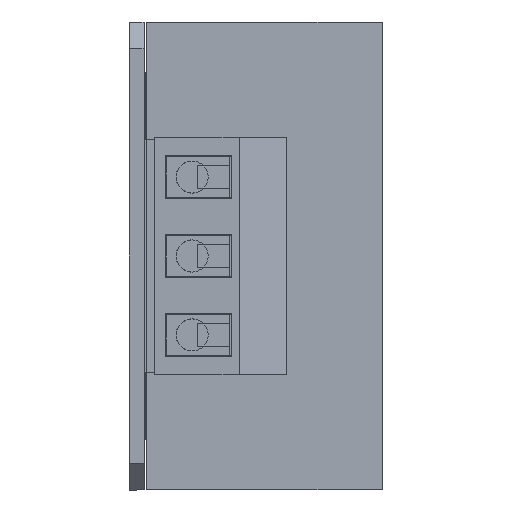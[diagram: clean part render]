
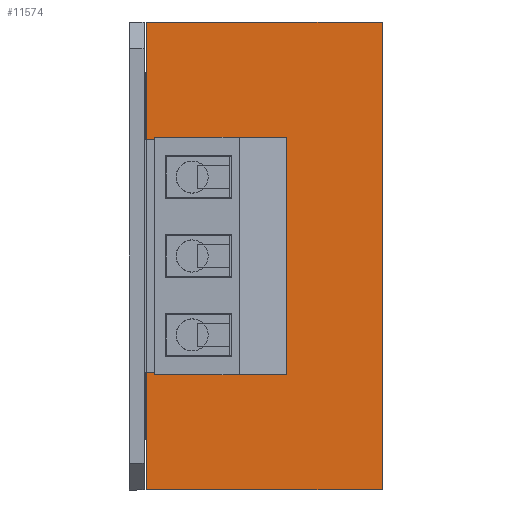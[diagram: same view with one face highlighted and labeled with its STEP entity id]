
A CAD part, left-side view. The second image highlights one B-rep face of the part: STEP entity #11574.
In plain terms, the highlighted planar face has unit normal (-1, 0, 0).
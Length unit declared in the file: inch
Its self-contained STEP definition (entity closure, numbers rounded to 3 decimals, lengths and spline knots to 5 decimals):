
#121 = ORIENTED_EDGE ( 'NONE', *, *, #10897, .F. ) ;
#558 = VERTEX_POINT ( 'NONE', #11456 ) ;
#1149 = DIRECTION ( 'NONE',  ( -1., 0., 0. ) ) ;
#1196 = CIRCLE ( 'NONE', #21716, 0.021 ) ;
#1309 = EDGE_LOOP ( 'NONE', ( #3604, #16651 ) ) ;
#1765 = DIRECTION ( 'NONE',  ( -1., 0., 0. ) ) ;
#2050 = CARTESIAN_POINT ( 'NONE',  ( -1.25, -0.44, -0.875 ) ) ;
#3384 = CARTESIAN_POINT ( 'NONE',  ( -1.25, 0.44, 0.875 ) ) ;
#3604 = ORIENTED_EDGE ( 'NONE', *, *, #9211, .F. ) ;
#3752 = ORIENTED_EDGE ( 'NONE', *, *, #15573, .F. ) ;
#3812 = DIRECTION ( 'NONE',  ( 0., 0., 1. ) ) ;
#4313 = CARTESIAN_POINT ( 'NONE',  ( -1.25, 0.276, 0.27428 ) ) ;
#5163 = FACE_BOUND ( 'NONE', #12032, .T. ) ;
#5622 = EDGE_CURVE ( 'NONE', #12791, #15181, #6905, .T. ) ;
#6004 = DIRECTION ( 'NONE',  ( 0., -1., 0. ) ) ;
#6472 = ORIENTED_EDGE ( 'NONE', *, *, #18791, .F. ) ;
#6528 = FACE_BOUND ( 'NONE', #26748, .T. ) ;
#6568 = EDGE_CURVE ( 'NONE', #15181, #21055, #24812, .T. ) ;
#6905 = LINE ( 'NONE', #23674, #18375 ) ;
#6995 = CARTESIAN_POINT ( 'NONE',  ( -1.25, 0.276, -0.29528 ) ) ;
#7704 = AXIS2_PLACEMENT_3D ( 'NONE', #26333, #13401, #26068 ) ;
#8102 = LINE ( 'NONE', #2050, #14110 ) ;
#8463 = LINE ( 'NONE', #18733, #19384 ) ;
#8644 = DIRECTION ( 'NONE',  ( 0., 0., 1. ) ) ;
#8684 = CARTESIAN_POINT ( 'NONE',  ( -1.25, 0.276, 0. ) ) ;
#8911 = DIRECTION ( 'NONE',  ( -1., 0., 0. ) ) ;
#9205 = VERTEX_POINT ( 'NONE', #21689 ) ;
#9211 = EDGE_CURVE ( 'NONE', #558, #11820, #19506, .T. ) ;
#9269 = EDGE_CURVE ( 'NONE', #16750, #12685, #23041, .T. ) ;
#9879 = DIRECTION ( 'NONE',  ( 0., 0., 1. ) ) ;
#9984 = CARTESIAN_POINT ( 'NONE',  ( -1.25, 0.276, 0.29528 ) ) ;
#9997 = AXIS2_PLACEMENT_3D ( 'NONE', #6995, #8911, #8644 ) ;
#10383 = DIRECTION ( 'NONE',  ( 0., 0., 1. ) ) ;
#10410 = DIRECTION ( 'NONE',  ( 0., -1., 0. ) ) ;
#10738 = CARTESIAN_POINT ( 'NONE',  ( -1.25, 0.276, -0.27428 ) ) ;
#10897 = EDGE_CURVE ( 'NONE', #22058, #9205, #26677, .T. ) ;
#11456 = CARTESIAN_POINT ( 'NONE',  ( -1.25, 0.276, 0.021 ) ) ;
#11574 = ADVANCED_FACE ( 'NONE', ( #6528, #5163, #17601, #21769 ), #26142, .T. ) ;
#11820 = VERTEX_POINT ( 'NONE', #15477 ) ;
#12032 = EDGE_LOOP ( 'NONE', ( #121, #3752 ) ) ;
#12492 = CARTESIAN_POINT ( 'NONE',  ( -1.25, -0.44, 0.875 ) ) ;
#12685 = VERTEX_POINT ( 'NONE', #4313 ) ;
#12791 = VERTEX_POINT ( 'NONE', #15659 ) ;
#13083 = AXIS2_PLACEMENT_3D ( 'NONE', #26005, #1149, #19935 ) ;
#13177 = DIRECTION ( 'NONE',  ( 0., 0., 1. ) ) ;
#13401 = DIRECTION ( 'NONE',  ( -1., 0., 0. ) ) ;
#13827 = VERTEX_POINT ( 'NONE', #15467 ) ;
#13988 = DIRECTION ( 'NONE',  ( -1., 0., 0. ) ) ;
#14110 = VECTOR ( 'NONE', #10410, 39.37008 ) ;
#14214 = AXIS2_PLACEMENT_3D ( 'NONE', #8684, #16892, #23519 ) ;
#14465 = CARTESIAN_POINT ( 'NONE',  ( -1.25, -0.44, 0.875 ) ) ;
#14545 = ORIENTED_EDGE ( 'NONE', *, *, #6568, .F. ) ;
#14691 = CARTESIAN_POINT ( 'NONE',  ( -1.25, 0.276, 0.31628 ) ) ;
#14936 = AXIS2_PLACEMENT_3D ( 'NONE', #22271, #13988, #9879 ) ;
#15181 = VERTEX_POINT ( 'NONE', #3384 ) ;
#15467 = CARTESIAN_POINT ( 'NONE',  ( -1.25, -0.44, -0.875 ) ) ;
#15477 = CARTESIAN_POINT ( 'NONE',  ( -1.25, 0.276, -0.021 ) ) ;
#15573 = EDGE_CURVE ( 'NONE', #9205, #22058, #20664, .T. ) ;
#15659 = CARTESIAN_POINT ( 'NONE',  ( -1.25, 0.44, -0.875 ) ) ;
#15804 = ORIENTED_EDGE ( 'NONE', *, *, #5622, .F. ) ;
#16651 = ORIENTED_EDGE ( 'NONE', *, *, #17250, .F. ) ;
#16750 = VERTEX_POINT ( 'NONE', #14691 ) ;
#16817 = DIRECTION ( 'NONE',  ( 0., 0., 1. ) ) ;
#16892 = DIRECTION ( 'NONE',  ( -1., 0., 0. ) ) ;
#17250 = EDGE_CURVE ( 'NONE', #11820, #558, #26094, .T. ) ;
#17350 = EDGE_LOOP ( 'NONE', ( #14545, #15804, #19853, #22089 ) ) ;
#17601 = FACE_BOUND ( 'NONE', #1309, .T. ) ;
#18375 = VECTOR ( 'NONE', #13177, 39.37008 ) ;
#18457 = DIRECTION ( 'NONE',  ( -1., 0., 0. ) ) ;
#18733 = CARTESIAN_POINT ( 'NONE',  ( -1.25, -0.44, -0.875 ) ) ;
#18791 = EDGE_CURVE ( 'NONE', #12685, #16750, #1196, .T. ) ;
#19384 = VECTOR ( 'NONE', #16817, 39.37008 ) ;
#19506 = CIRCLE ( 'NONE', #7704, 0.021 ) ;
#19853 = ORIENTED_EDGE ( 'NONE', *, *, #22682, .T. ) ;
#19935 = DIRECTION ( 'NONE',  ( 0., 0., 1. ) ) ;
#20496 = VECTOR ( 'NONE', #6004, 39.37008 ) ;
#20664 = CIRCLE ( 'NONE', #14936, 0.021 ) ;
#21055 = VERTEX_POINT ( 'NONE', #12492 ) ;
#21657 = EDGE_CURVE ( 'NONE', #13827, #21055, #8463, .T. ) ;
#21689 = CARTESIAN_POINT ( 'NONE',  ( -1.25, 0.276, -0.31628 ) ) ;
#21716 = AXIS2_PLACEMENT_3D ( 'NONE', #9984, #1765, #10383 ) ;
#21769 = FACE_OUTER_BOUND ( 'NONE', #17350, .T. ) ;
#22058 = VERTEX_POINT ( 'NONE', #10738 ) ;
#22086 = ORIENTED_EDGE ( 'NONE', *, *, #9269, .F. ) ;
#22089 = ORIENTED_EDGE ( 'NONE', *, *, #21657, .T. ) ;
#22271 = CARTESIAN_POINT ( 'NONE',  ( -1.25, 0.276, -0.29528 ) ) ;
#22682 = EDGE_CURVE ( 'NONE', #12791, #13827, #8102, .T. ) ;
#23041 = CIRCLE ( 'NONE', #26103, 0.021 ) ;
#23519 = DIRECTION ( 'NONE',  ( 0., 0., 1. ) ) ;
#23674 = CARTESIAN_POINT ( 'NONE',  ( -1.25, 0.44, -0.875 ) ) ;
#24688 = CARTESIAN_POINT ( 'NONE',  ( -1.25, 0.276, 0.29528 ) ) ;
#24812 = LINE ( 'NONE', #14465, #20496 ) ;
#26005 = CARTESIAN_POINT ( 'NONE',  ( -1.25, -0.44, -0.875 ) ) ;
#26068 = DIRECTION ( 'NONE',  ( 0., 0., 1. ) ) ;
#26094 = CIRCLE ( 'NONE', #14214, 0.021 ) ;
#26103 = AXIS2_PLACEMENT_3D ( 'NONE', #24688, #18457, #3812 ) ;
#26142 = PLANE ( 'NONE',  #13083 ) ;
#26333 = CARTESIAN_POINT ( 'NONE',  ( -1.25, 0.276, 0. ) ) ;
#26677 = CIRCLE ( 'NONE', #9997, 0.021 ) ;
#26748 = EDGE_LOOP ( 'NONE', ( #22086, #6472 ) ) ;
